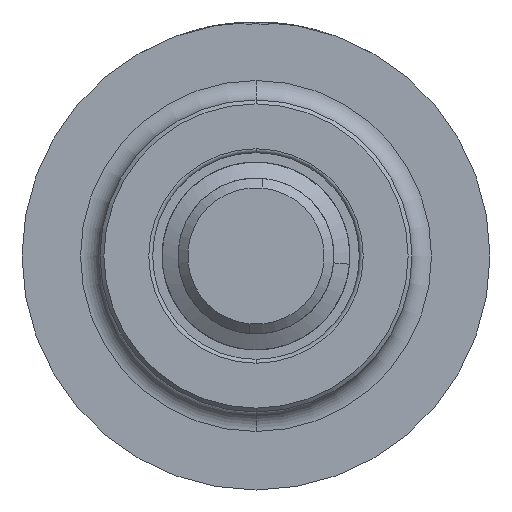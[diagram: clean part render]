
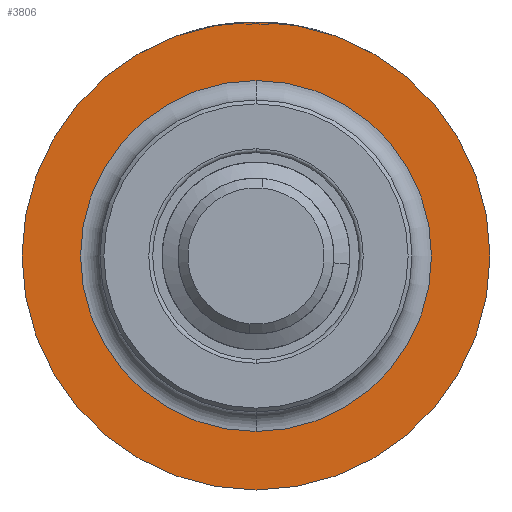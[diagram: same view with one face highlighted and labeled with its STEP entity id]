
A CAD part, front view. The second image highlights one B-rep face of the part: STEP entity #3806.
In plain terms, the highlighted planar face has unit normal (0, -1, 0).
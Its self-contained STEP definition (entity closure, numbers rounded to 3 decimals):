
#137 = CARTESIAN_POINT ( 'NONE',  ( 0., 9.42, 0. ) ) ;
#213 = VERTEX_POINT ( 'NONE', #567 ) ;
#327 = CARTESIAN_POINT ( 'NONE',  ( 0., 9.42, 12. ) ) ;
#567 = CARTESIAN_POINT ( 'NONE',  ( 0., 9.42, 9. ) ) ;
#633 = EDGE_LOOP ( 'NONE', ( #5482, #2522 ) ) ;
#734 = EDGE_CURVE ( 'NONE', #3042, #3178, #6517, .T. ) ;
#736 = CIRCLE ( 'NONE', #5736, 9. ) ;
#749 = DIRECTION ( 'NONE',  ( 0., -1., 0. ) ) ;
#912 = CARTESIAN_POINT ( 'NONE',  ( 0., 9.42, 0. ) ) ;
#953 = AXIS2_PLACEMENT_3D ( 'NONE', #137, #749, #2666 ) ;
#1373 = PLANE ( 'NONE',  #5571 ) ;
#1386 = ORIENTED_EDGE ( 'NONE', *, *, #734, .T. ) ;
#1445 = CIRCLE ( 'NONE', #7641, 9. ) ;
#1732 = VERTEX_POINT ( 'NONE', #7389 ) ;
#1907 = FACE_BOUND ( 'NONE', #633, .T. ) ;
#2422 = EDGE_CURVE ( 'NONE', #1732, #213, #736, .T. ) ;
#2496 = DIRECTION ( 'NONE',  ( 0., 0., -1. ) ) ;
#2522 = ORIENTED_EDGE ( 'NONE', *, *, #4050, .F. ) ;
#2666 = DIRECTION ( 'NONE',  ( 0., 0., -1. ) ) ;
#3042 = VERTEX_POINT ( 'NONE', #3202 ) ;
#3146 = EDGE_LOOP ( 'NONE', ( #1386, #4115 ) ) ;
#3178 = VERTEX_POINT ( 'NONE', #327 ) ;
#3202 = CARTESIAN_POINT ( 'NONE',  ( 0., 9.42, -12. ) ) ;
#3592 = CARTESIAN_POINT ( 'NONE',  ( 0., 9.42, 0. ) ) ;
#3806 = ADVANCED_FACE ( 'NONE', ( #5535, #1907 ), #1373, .T. ) ;
#3979 = DIRECTION ( 'NONE',  ( 0., 0., -1. ) ) ;
#4050 = EDGE_CURVE ( 'NONE', #213, #1732, #1445, .T. ) ;
#4115 = ORIENTED_EDGE ( 'NONE', *, *, #5229, .T. ) ;
#4937 = DIRECTION ( 'NONE',  ( 0., -1., 0. ) ) ;
#5229 = EDGE_CURVE ( 'NONE', #3178, #3042, #7370, .T. ) ;
#5482 = ORIENTED_EDGE ( 'NONE', *, *, #2422, .F. ) ;
#5535 = FACE_OUTER_BOUND ( 'NONE', #3146, .T. ) ;
#5571 = AXIS2_PLACEMENT_3D ( 'NONE', #5658, #6851, #6269 ) ;
#5658 = CARTESIAN_POINT ( 'NONE',  ( 9., 9.42, 0. ) ) ;
#5736 = AXIS2_PLACEMENT_3D ( 'NONE', #7734, #7104, #7633 ) ;
#6269 = DIRECTION ( 'NONE',  ( 0., 0., -1. ) ) ;
#6517 = CIRCLE ( 'NONE', #953, 12. ) ;
#6532 = DIRECTION ( 'NONE',  ( 0., -1., 0. ) ) ;
#6759 = AXIS2_PLACEMENT_3D ( 'NONE', #3592, #4937, #2496 ) ;
#6851 = DIRECTION ( 'NONE',  ( 0., -1., 0. ) ) ;
#7104 = DIRECTION ( 'NONE',  ( 0., -1., 0. ) ) ;
#7370 = CIRCLE ( 'NONE', #6759, 12. ) ;
#7389 = CARTESIAN_POINT ( 'NONE',  ( 0., 9.42, -9. ) ) ;
#7633 = DIRECTION ( 'NONE',  ( 0., 0., -1. ) ) ;
#7641 = AXIS2_PLACEMENT_3D ( 'NONE', #912, #6532, #3979 ) ;
#7734 = CARTESIAN_POINT ( 'NONE',  ( 0., 9.42, 0. ) ) ;
